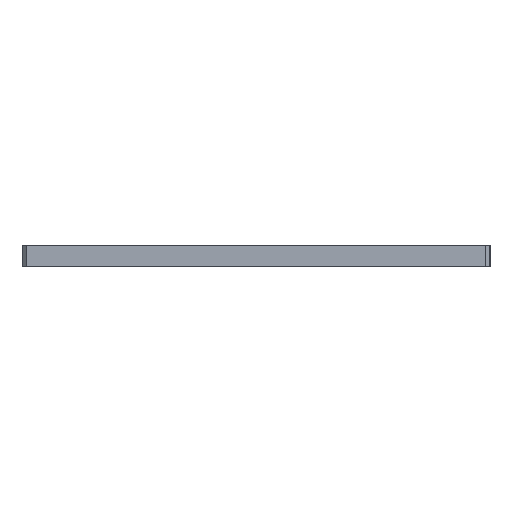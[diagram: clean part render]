
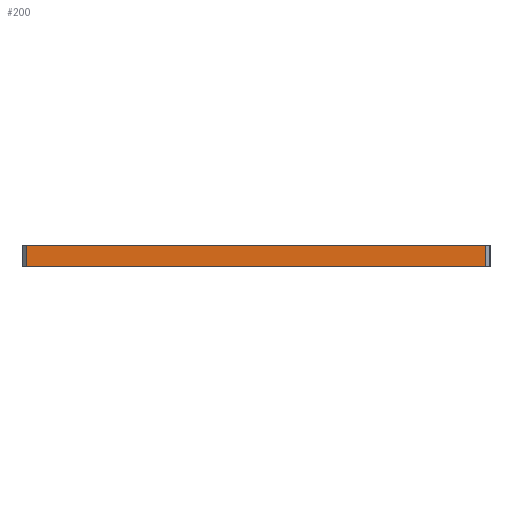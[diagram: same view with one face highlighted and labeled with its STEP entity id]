
A CAD part, left-side view. The second image highlights one B-rep face of the part: STEP entity #200.
In plain terms, the highlighted planar face has unit normal (-1, 0, 0).
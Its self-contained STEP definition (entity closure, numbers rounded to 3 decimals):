
#4 = CARTESIAN_POINT ( 'NONE',  ( -210., -110., 0. ) ) ;
#36 = CARTESIAN_POINT ( 'NONE',  ( -210., 108., 10. ) ) ;
#39 = ORIENTED_EDGE ( 'NONE', *, *, #1476, .T. ) ;
#129 = CARTESIAN_POINT ( 'NONE',  ( -210., -110., 10. ) ) ;
#139 = VECTOR ( 'NONE', #398, 1000. ) ;
#154 = FACE_OUTER_BOUND ( 'NONE', #498, .T. ) ;
#180 = EDGE_CURVE ( 'NONE', #1512, #876, #1335, .T. ) ;
#184 = VECTOR ( 'NONE', #979, 1000. ) ;
#200 = ADVANCED_FACE ( 'NONE', ( #154 ), #726, .F. ) ;
#235 = CARTESIAN_POINT ( 'NONE',  ( -210., -108., 10. ) ) ;
#275 = DIRECTION ( 'NONE',  ( 0., 0., -1. ) ) ;
#398 = DIRECTION ( 'NONE',  ( 0., -1., 0. ) ) ;
#457 = VERTEX_POINT ( 'NONE', #1314 ) ;
#491 = VECTOR ( 'NONE', #844, 1000. ) ;
#498 = EDGE_LOOP ( 'NONE', ( #776, #1471, #1455, #39 ) ) ;
#501 = CARTESIAN_POINT ( 'NONE',  ( -210., -110., 10. ) ) ;
#594 = VECTOR ( 'NONE', #1555, 1000. ) ;
#603 = LINE ( 'NONE', #1345, #594 ) ;
#667 = CARTESIAN_POINT ( 'NONE',  ( -210., 108., 0. ) ) ;
#696 = VERTEX_POINT ( 'NONE', #235 ) ;
#726 = PLANE ( 'NONE',  #1151 ) ;
#740 = LINE ( 'NONE', #501, #184 ) ;
#776 = ORIENTED_EDGE ( 'NONE', *, *, #180, .T. ) ;
#844 = DIRECTION ( 'NONE',  ( 0., 0., -1. ) ) ;
#876 = VERTEX_POINT ( 'NONE', #1038 ) ;
#883 = DIRECTION ( 'NONE',  ( 1., 0., 0. ) ) ;
#953 = LINE ( 'NONE', #36, #491 ) ;
#979 = DIRECTION ( 'NONE',  ( 0., -1., 0. ) ) ;
#1038 = CARTESIAN_POINT ( 'NONE',  ( -210., -108., 0. ) ) ;
#1044 = EDGE_CURVE ( 'NONE', #457, #696, #740, .T. ) ;
#1151 = AXIS2_PLACEMENT_3D ( 'NONE', #129, #883, #275 ) ;
#1314 = CARTESIAN_POINT ( 'NONE',  ( -210., 108., 10. ) ) ;
#1335 = LINE ( 'NONE', #4, #139 ) ;
#1345 = CARTESIAN_POINT ( 'NONE',  ( -210., -108., 10. ) ) ;
#1445 = EDGE_CURVE ( 'NONE', #876, #696, #603, .T. ) ;
#1455 = ORIENTED_EDGE ( 'NONE', *, *, #1044, .F. ) ;
#1471 = ORIENTED_EDGE ( 'NONE', *, *, #1445, .T. ) ;
#1476 = EDGE_CURVE ( 'NONE', #457, #1512, #953, .T. ) ;
#1512 = VERTEX_POINT ( 'NONE', #667 ) ;
#1555 = DIRECTION ( 'NONE',  ( 0., 0., 1. ) ) ;
